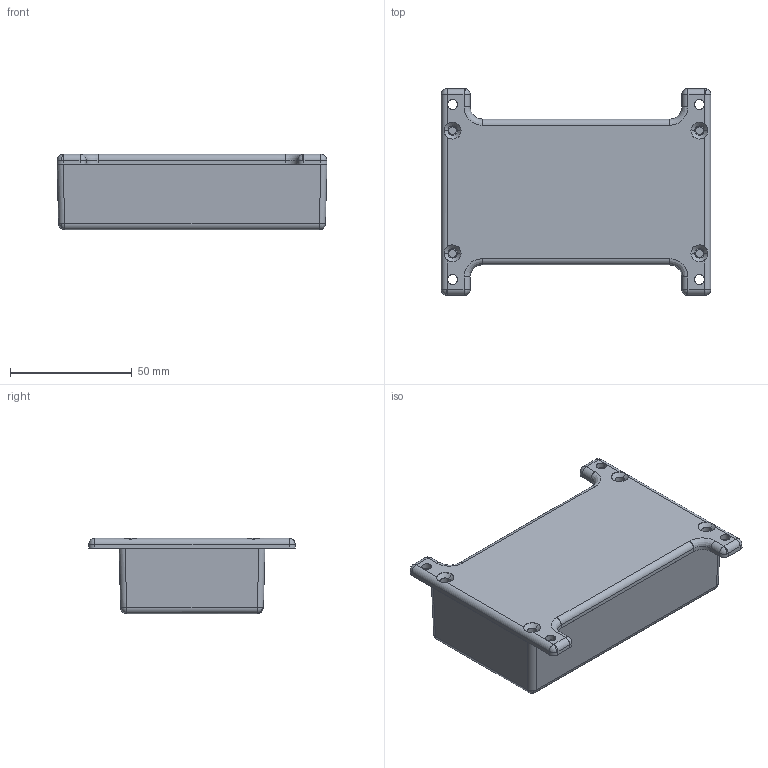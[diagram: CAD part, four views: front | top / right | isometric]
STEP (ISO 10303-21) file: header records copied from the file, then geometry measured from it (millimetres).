
FILE_DESCRIPTION (( 'STEP AP203' ), '1' );
FILE_NAME ('G0124F.STEP', '2020-09-18T06:24:35', ( '' ), ( '' ), 'SwSTEP 2.0', 'SolidWorks 2014', '' );
FILE_SCHEMA (( 'CONFIG_CONTROL_DESIGN' ));
Length unit declared in the file: millimetre
Products named in the file (3): G0124F-BASE; G0124F-COVER; G0124F
Assembly tree (2 placements, depth 2):
  G0124F
    G0124F-BASE
    G0124F-COVER
Bounding box: 111 x 85 x 31 mm (x, y, z)
Volume: 45176.9 mm3; surface area: 48088 mm2
Topology: 2 solids, 2 shells, 211 faces, 553 edges, 343 vertices
Faces by surface type: cylinder 83, plane 67, cone 40, sphere 15, bspline 6
Entity records: 7578 total; most frequent: CARTESIAN_POINT 2179, ORIENTED_EDGE 1094, DIRECTION 1065, EDGE_CURVE 547, AXIS2_PLACEMENT_3D 387, VERTEX_POINT 339, LINE 291, VECTOR 291
